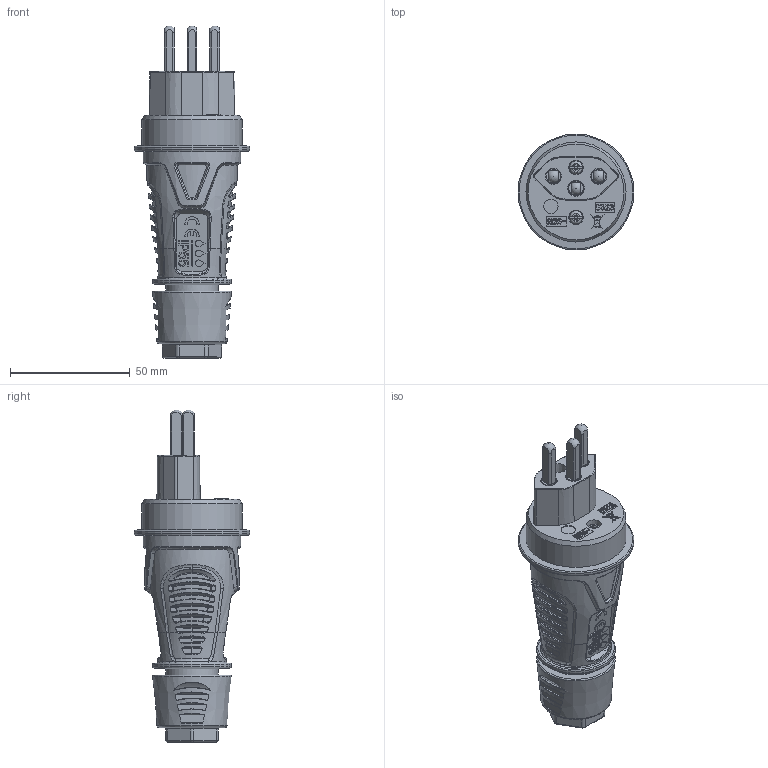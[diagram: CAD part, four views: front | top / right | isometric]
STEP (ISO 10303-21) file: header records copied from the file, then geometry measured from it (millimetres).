
FILE_DESCRIPTION (( 'STEP AP203' ), '1' );
FILE_NAME ('0323-ss.STEP', '2023-04-17T09:38:01', ( '' ), ( '' ), 'SwSTEP 2.0', 'SolidWorks 2022', '' );
FILE_SCHEMA (( 'CONFIG_CONTROL_DESIGN' ));
Length unit declared in the file: millimetre
Products named in the file (1): 0323-ss
Bounding box: 48.4 x 48.4 x 138.75 mm (x, y, z)
Volume: 104268.1 mm3; surface area: 22959 mm2
Topology: 4 solids, 11 shells, 1209 faces, 2949 edges, 1846 vertices
Faces by surface type: bspline 501, plane 441, cylinder 150, torus 73, cone 44
Full cylindrical faces by diameter (mm): 0.25 x1, 0.5 x1, 5.5 x2, 6 x4, 7.5 x1, 9.5 x2, 14 x2, 14.8 x1, 16.5 x1, 17 x1, 17.5 x1, 21.8 x1, 25.3 x1, 33 x1, 41.8 x1, 48.4 x1
Entity records: 66377 total; most frequent: CARTESIAN_POINT 42608, ORIENTED_EDGE 5686, DIRECTION 3498, EDGE_CURVE 2843, VERTEX_POINT 1803, EDGE_LOOP 1360, FACE_OUTER_BOUND 1250, AXIS2_PLACEMENT_3D 1226
